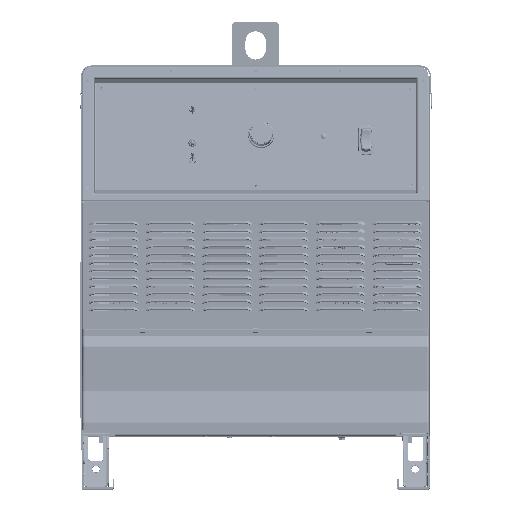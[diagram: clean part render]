
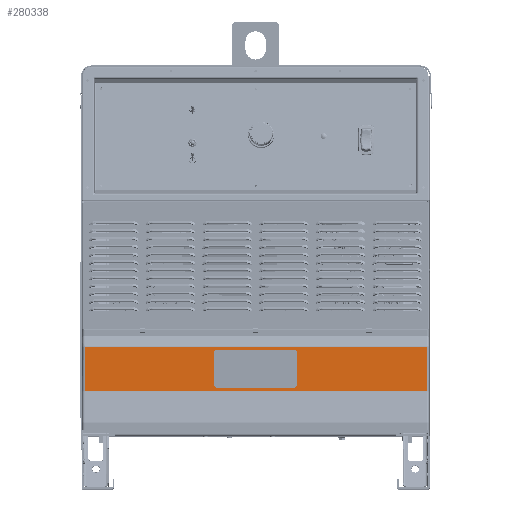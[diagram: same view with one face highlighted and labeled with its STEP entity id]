
A CAD part, top view. The second image highlights one B-rep face of the part: STEP entity #280338.
In plain terms, the highlighted planar face has unit normal (0, 0, 1).
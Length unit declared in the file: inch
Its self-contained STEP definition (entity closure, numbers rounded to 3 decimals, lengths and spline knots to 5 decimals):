
#9076 = CIRCLE ( 'NONE', #11324, 0.25 ) ;
#11324 = AXIS2_PLACEMENT_3D ( 'NONE', #84654, #323946, #119072 ) ;
#13549 = CARTESIAN_POINT ( 'NONE',  ( -2.67187, 3.20331, 18.59731 ) ) ;
#14108 = ORIENTED_EDGE ( 'NONE', *, *, #229861, .F. ) ;
#14577 = EDGE_CURVE ( 'NONE', #23622, #379130, #165193, .T. ) ;
#17648 = CARTESIAN_POINT ( 'NONE',  ( 10.9375, 5.56404, 18.59731 ) ) ;
#18462 = EDGE_CURVE ( 'NONE', #303226, #438066, #170307, .T. ) ;
#23622 = VERTEX_POINT ( 'NONE', #17648 ) ;
#36991 = CARTESIAN_POINT ( 'NONE',  ( 2.67188, 5.14081, 18.59731 ) ) ;
#38897 = CARTESIAN_POINT ( 'NONE',  ( -2.42187, 2.95331, 18.59731 ) ) ;
#40919 = CIRCLE ( 'NONE', #97091, 0.25 ) ;
#45413 = LINE ( 'NONE', #191148, #136523 ) ;
#52415 = DIRECTION ( 'NONE',  ( 0., 0., 1. ) ) ;
#56900 = VERTEX_POINT ( 'NONE', #142223 ) ;
#57998 = ORIENTED_EDGE ( 'NONE', *, *, #123266, .F. ) ;
#59760 = CARTESIAN_POINT ( 'NONE',  ( 2.67188, 3.20331, 18.59731 ) ) ;
#63266 = DIRECTION ( 'NONE',  ( 0., 0., 1. ) ) ;
#74155 = AXIS2_PLACEMENT_3D ( 'NONE', #373716, #168984, #408099 ) ;
#75140 = FACE_OUTER_BOUND ( 'NONE', #222373, .T. ) ;
#77680 = LINE ( 'NONE', #383415, #430796 ) ;
#79108 = VECTOR ( 'NONE', #108097, 39.37008 ) ;
#84654 = CARTESIAN_POINT ( 'NONE',  ( -2.42187, 3.20331, 18.59731 ) ) ;
#88071 = VERTEX_POINT ( 'NONE', #59760 ) ;
#90525 = ORIENTED_EDGE ( 'NONE', *, *, #187669, .F. ) ;
#97091 = AXIS2_PLACEMENT_3D ( 'NONE', #257318, #52415, #291593 ) ;
#101050 = DIRECTION ( 'NONE',  ( 0., -1., 0. ) ) ;
#101187 = VERTEX_POINT ( 'NONE', #121218 ) ;
#106414 = VERTEX_POINT ( 'NONE', #191559 ) ;
#108097 = DIRECTION ( 'NONE',  ( -1., 0., 0. ) ) ;
#108816 = DIRECTION ( 'NONE',  ( 0., 0., 1. ) ) ;
#109559 = CARTESIAN_POINT ( 'NONE',  ( 11.09375, 2.75287, 18.59731 ) ) ;
#112533 = EDGE_CURVE ( 'NONE', #141541, #88071, #40919, .T. ) ;
#118664 = CARTESIAN_POINT ( 'NONE',  ( 10.9375, 2.75287, 18.59731 ) ) ;
#119072 = DIRECTION ( 'NONE',  ( -1., 0., 0. ) ) ;
#121218 = CARTESIAN_POINT ( 'NONE',  ( -2.42187, 5.39081, 18.59731 ) ) ;
#123266 = EDGE_CURVE ( 'NONE', #56900, #141541, #140182, .T. ) ;
#127286 = EDGE_CURVE ( 'NONE', #303226, #23622, #389718, .T. ) ;
#136523 = VECTOR ( 'NONE', #395905, 39.37008 ) ;
#140182 = LINE ( 'NONE', #38897, #220419 ) ;
#141541 = VERTEX_POINT ( 'NONE', #330365 ) ;
#142223 = CARTESIAN_POINT ( 'NONE',  ( -2.42187, 2.95331, 18.59731 ) ) ;
#144292 = DIRECTION ( 'NONE',  ( 0., 1., 0. ) ) ;
#145444 = ORIENTED_EDGE ( 'NONE', *, *, #14577, .T. ) ;
#148219 = ORIENTED_EDGE ( 'NONE', *, *, #183741, .F. ) ;
#149865 = EDGE_CURVE ( 'NONE', #440249, #277683, #228012, .T. ) ;
#153133 = ORIENTED_EDGE ( 'NONE', *, *, #236619, .T. ) ;
#153167 = DIRECTION ( 'NONE',  ( 0., 1., 0. ) ) ;
#157101 = EDGE_CURVE ( 'NONE', #101187, #106414, #412069, .T. ) ;
#164904 = AXIS2_PLACEMENT_3D ( 'NONE', #268180, #63266, #302468 ) ;
#165193 = LINE ( 'NONE', #242343, #416520 ) ;
#168984 = DIRECTION ( 'NONE',  ( 0., 0., -1. ) ) ;
#170307 = LINE ( 'NONE', #109559, #79108 ) ;
#183741 = EDGE_CURVE ( 'NONE', #411148, #56900, #9076, .T. ) ;
#187669 = EDGE_CURVE ( 'NONE', #88071, #440249, #77680, .T. ) ;
#191148 = CARTESIAN_POINT ( 'NONE',  ( -10.9375, 2.75287, 18.59731 ) ) ;
#191559 = CARTESIAN_POINT ( 'NONE',  ( -2.67187, 5.14081, 18.59731 ) ) ;
#193889 = ORIENTED_EDGE ( 'NONE', *, *, #18462, .F. ) ;
#205680 = AXIS2_PLACEMENT_3D ( 'NONE', #313737, #108816, #348051 ) ;
#207940 = VECTOR ( 'NONE', #153167, 39.37008 ) ;
#208812 = ORIENTED_EDGE ( 'NONE', *, *, #157101, .F. ) ;
#220419 = VECTOR ( 'NONE', #381302, 39.37008 ) ;
#222373 = EDGE_LOOP ( 'NONE', ( #193889, #230146, #145444, #153133 ) ) ;
#228012 = CIRCLE ( 'NONE', #205680, 0.25 ) ;
#229861 = EDGE_CURVE ( 'NONE', #106414, #411148, #293648, .T. ) ;
#230146 = ORIENTED_EDGE ( 'NONE', *, *, #127286, .T. ) ;
#236619 = EDGE_CURVE ( 'NONE', #379130, #438066, #45413, .T. ) ;
#242343 = CARTESIAN_POINT ( 'NONE',  ( 11.09375, 5.56404, 18.59731 ) ) ;
#246175 = LINE ( 'NONE', #377849, #326261 ) ;
#257318 = CARTESIAN_POINT ( 'NONE',  ( 2.42188, 3.20331, 18.59731 ) ) ;
#268180 = CARTESIAN_POINT ( 'NONE',  ( -2.42187, 5.14081, 18.59731 ) ) ;
#268418 = EDGE_CURVE ( 'NONE', #277683, #101187, #246175, .T. ) ;
#276167 = EDGE_LOOP ( 'NONE', ( #14108, #208812, #430579, #387917, #90525, #346925, #57998, #148219 ) ) ;
#277683 = VERTEX_POINT ( 'NONE', #429045 ) ;
#278806 = CARTESIAN_POINT ( 'NONE',  ( 10.9375, 2.75287, 18.59731 ) ) ;
#280338 = ADVANCED_FACE ( 'NONE', ( #439052, #75140 ), #440943, .F. ) ;
#291593 = DIRECTION ( 'NONE',  ( -1., 0., 0. ) ) ;
#293648 = LINE ( 'NONE', #340250, #373904 ) ;
#302468 = DIRECTION ( 'NONE',  ( -1., 0., 0. ) ) ;
#303226 = VERTEX_POINT ( 'NONE', #278806 ) ;
#313737 = CARTESIAN_POINT ( 'NONE',  ( 2.42188, 5.14081, 18.59731 ) ) ;
#323946 = DIRECTION ( 'NONE',  ( 0., 0., 1. ) ) ;
#326261 = VECTOR ( 'NONE', #412223, 39.37008 ) ;
#330365 = CARTESIAN_POINT ( 'NONE',  ( 2.42188, 2.95331, 18.59731 ) ) ;
#340250 = CARTESIAN_POINT ( 'NONE',  ( -2.67187, 5.14081, 18.59731 ) ) ;
#346925 = ORIENTED_EDGE ( 'NONE', *, *, #112533, .F. ) ;
#348051 = DIRECTION ( 'NONE',  ( -1., 0., 0. ) ) ;
#373716 = CARTESIAN_POINT ( 'NONE',  ( 11.09375, 2.75287, 18.59731 ) ) ;
#373904 = VECTOR ( 'NONE', #101050, 39.37008 ) ;
#377849 = CARTESIAN_POINT ( 'NONE',  ( -2.42187, 5.39081, 18.59731 ) ) ;
#379130 = VERTEX_POINT ( 'NONE', #407508 ) ;
#381302 = DIRECTION ( 'NONE',  ( 1., 0., 0. ) ) ;
#383415 = CARTESIAN_POINT ( 'NONE',  ( 2.67188, 5.14081, 18.59731 ) ) ;
#387917 = ORIENTED_EDGE ( 'NONE', *, *, #149865, .F. ) ;
#389718 = LINE ( 'NONE', #118664, #207940 ) ;
#395905 = DIRECTION ( 'NONE',  ( 0., -1., 0. ) ) ;
#407508 = CARTESIAN_POINT ( 'NONE',  ( -10.9375, 5.56404, 18.59731 ) ) ;
#408099 = DIRECTION ( 'NONE',  ( 0., 1., 0. ) ) ;
#411148 = VERTEX_POINT ( 'NONE', #13549 ) ;
#412069 = CIRCLE ( 'NONE', #164904, 0.25 ) ;
#412223 = DIRECTION ( 'NONE',  ( -1., 0., 0. ) ) ;
#412647 = DIRECTION ( 'NONE',  ( -1., 0., 0. ) ) ;
#415702 = CARTESIAN_POINT ( 'NONE',  ( -10.9375, 2.75287, 18.59731 ) ) ;
#416520 = VECTOR ( 'NONE', #412647, 39.37008 ) ;
#429045 = CARTESIAN_POINT ( 'NONE',  ( 2.42188, 5.39081, 18.59731 ) ) ;
#430579 = ORIENTED_EDGE ( 'NONE', *, *, #268418, .F. ) ;
#430796 = VECTOR ( 'NONE', #144292, 39.37008 ) ;
#438066 = VERTEX_POINT ( 'NONE', #415702 ) ;
#439052 = FACE_BOUND ( 'NONE', #276167, .T. ) ;
#440249 = VERTEX_POINT ( 'NONE', #36991 ) ;
#440943 = PLANE ( 'NONE',  #74155 ) ;
